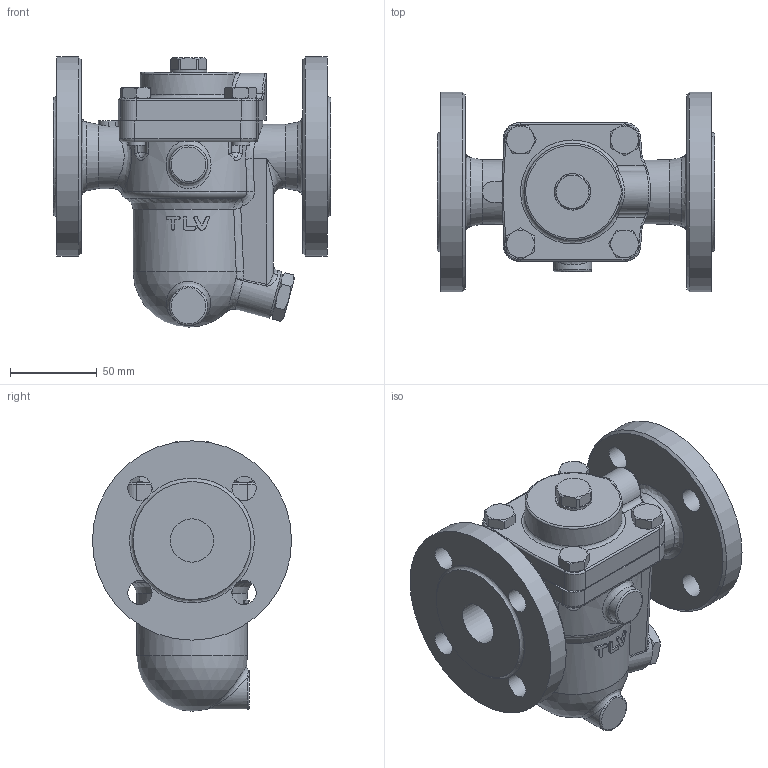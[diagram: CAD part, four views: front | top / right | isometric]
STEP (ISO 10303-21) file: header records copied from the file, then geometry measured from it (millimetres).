
FILE_DESCRIPTION((''),'2;1');
FILE_NAME('j3x00-025-e0016-00.stp','2009-10-23T13:59:03',('nakaot'),(''),'Autodesk Inventor 2008','Autodesk Inventor 2008','');
FILE_SCHEMA(('AUTOMOTIVE_DESIGN { 1 0 10303 214 1 1 1 1 }'));
Length unit declared in the file: millimetre
Products named in the file (1): j3x00-025-e0016-00
Bounding box: 160 x 115 x 156 mm (x, y, z)
Volume: 946905.2 mm3; surface area: 117346.5 mm2
Topology: 1 solids, 1 shells, 348 faces, 869 edges, 537 vertices
Faces by surface type: plane 100, bspline 85, cone 75, cylinder 68, torus 19, sphere 1
Full cylindrical faces by diameter (mm): 10 x8, 21 x1, 22 x1, 25 x2, 28 x1, 37 x2, 56.5 x1, 115 x2
Entity records: 21659 total; most frequent: CARTESIAN_POINT 14412, ORIENTED_EDGE 1596, DIRECTION 1342, EDGE_CURVE 798, AXIS2_PLACEMENT_3D 587, VERTEX_POINT 513, EDGE_LOOP 433, FACE_OUTER_BOUND 348
